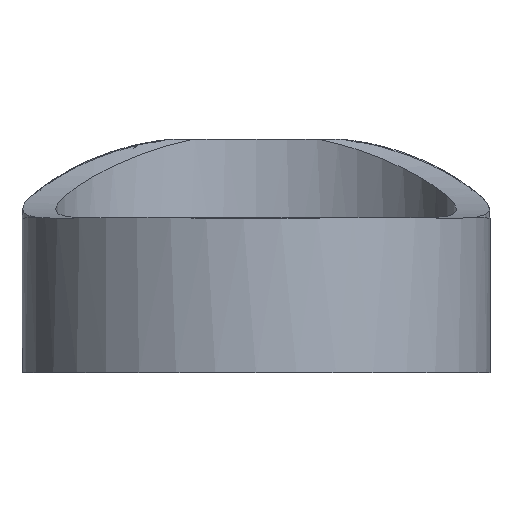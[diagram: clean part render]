
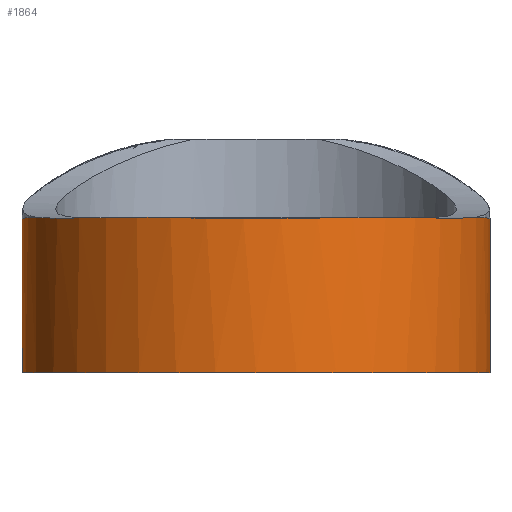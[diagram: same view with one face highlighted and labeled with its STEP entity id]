
A CAD part, front view. The second image highlights one B-rep face of the part: STEP entity #1864.
In plain terms, the highlighted cylindrical face has radius 21 mm (diameter 42 mm), a partial arc.
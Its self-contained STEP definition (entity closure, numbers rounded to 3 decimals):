
#38 = CARTESIAN_POINT ( 'NONE',  ( -9.414, 26.068, 0. ) ) ;
#50 = CARTESIAN_POINT ( 'NONE',  ( -27.378, 15.138, 13.893 ) ) ;
#66 = ORIENTED_EDGE ( 'NONE', *, *, #535, .F. ) ;
#122 = CARTESIAN_POINT ( 'NONE',  ( 2.252, 8.598, 13.965 ) ) ;
#136 = CARTESIAN_POINT ( 'NONE',  ( 0.402, 7.495, 13.962 ) ) ;
#137 = CARTESIAN_POINT ( 'NONE',  ( 11.18, 21.918, 13.933 ) ) ;
#145 = CARTESIAN_POINT ( 'NONE',  ( 11.053, 21.328, 13.946 ) ) ;
#153 = CARTESIAN_POINT ( 'NONE',  ( 5.555, 11.33, 13.93 ) ) ;
#167 = CARTESIAN_POINT ( 'NONE',  ( 10.37, 19.027, 13.997 ) ) ;
#192 = EDGE_CURVE ( 'NONE', #1523, #2192, #910, .T. ) ;
#205 = CARTESIAN_POINT ( 'NONE',  ( -24.386, 11.333, 13.93 ) ) ;
#221 = CARTESIAN_POINT ( 'NONE',  ( 10.37, 19.027, 13.997 ) ) ;
#301 = CARTESIAN_POINT ( 'NONE',  ( 9.551, 17.034, 13.922 ) ) ;
#306 = CARTESIAN_POINT ( 'NONE',  ( 11.586, 26.068, 21. ) ) ;
#309 = VECTOR ( 'NONE', #667, 1000. ) ;
#310 = CARTESIAN_POINT ( 'NONE',  ( 9.991, 18.023, 13.952 ) ) ;
#334 = CARTESIAN_POINT ( 'NONE',  ( 7.962, 14.227, 13.894 ) ) ;
#347 = CARTESIAN_POINT ( 'NONE',  ( -17.786, 6.779, 13.95 ) ) ;
#376 = CARTESIAN_POINT ( 'NONE',  ( -30.007, 21.909, 13.933 ) ) ;
#377 = CARTESIAN_POINT ( 'NONE',  ( -20.65, 8.294, 13.968 ) ) ;
#383 = DIRECTION ( 'NONE',  ( 0., 0., -1. ) ) ;
#387 = CARTESIAN_POINT ( 'NONE',  ( -30.414, 24.875, 13.869 ) ) ;
#423 = DIRECTION ( 'NONE',  ( -1., 0., 0. ) ) ;
#477 = VERTEX_POINT ( 'NONE', #2294 ) ;
#489 = CARTESIAN_POINT ( 'NONE',  ( 11.586, 26.068, 13.844 ) ) ;
#501 = CARTESIAN_POINT ( 'NONE',  ( -11.56, 5.15, 13.861 ) ) ;
#511 = CARTESIAN_POINT ( 'NONE',  ( -13.692, 5.501, 13.888 ) ) ;
#512 = CARTESIAN_POINT ( 'NONE',  ( 10.57, 19.59, 13.984 ) ) ;
#535 = EDGE_CURVE ( 'NONE', #1523, #477, #1198, .T. ) ;
#555 = CARTESIAN_POINT ( 'NONE',  ( -24.759, 11.72, 13.923 ) ) ;
#598 = CARTESIAN_POINT ( 'NONE',  ( -30.414, 26.068, 21. ) ) ;
#653 = ORIENTED_EDGE ( 'NONE', *, *, #1858, .T. ) ;
#660 = CARTESIAN_POINT ( 'NONE',  ( -29.199, 19.027, 13.997 ) ) ;
#667 = DIRECTION ( 'NONE',  ( 0., 0., -1. ) ) ;
#736 = CARTESIAN_POINT ( 'NONE',  ( -29.575, 20.159, 13.971 ) ) ;
#746 = CARTESIAN_POINT ( 'NONE',  ( -22.405, 9.533, 13.959 ) ) ;
#814 = VERTEX_POINT ( 'NONE', #1087 ) ;
#847 = CARTESIAN_POINT ( 'NONE',  ( -1.053, 6.773, 13.95 ) ) ;
#857 = CARTESIAN_POINT ( 'NONE',  ( -8.35, 5.088, 13.855 ) ) ;
#868 = CARTESIAN_POINT ( 'NONE',  ( -13.158, 5.397, 13.88 ) ) ;
#886 = CARTESIAN_POINT ( 'NONE',  ( -30.313, 23.686, 13.894 ) ) ;
#909 = FACE_OUTER_BOUND ( 'NONE', #1907, .T. ) ;
#910 = B_SPLINE_CURVE_WITH_KNOTS ( 'NONE', 3,
 ( #1942, #1764, #1753, #137, #145, #1604, #512, #1582 ),
 .UNSPECIFIED., .F., .F.,
 ( 4, 2, 2, 4 ),
 ( 0.007, 0.011, 0.013, 0.014 ),
 .UNSPECIFIED. ) ;
#911 = CARTESIAN_POINT ( 'NONE',  ( -25.821, 12.949, 13.906 ) ) ;
#918 = CYLINDRICAL_SURFACE ( 'NONE', #1128, 21. ) ;
#920 = CARTESIAN_POINT ( 'NONE',  ( -28.378, 17.031, 13.922 ) ) ;
#987 = EDGE_CURVE ( 'NONE', #1167, #814, #2207, .T. ) ;
#1011 = CARTESIAN_POINT ( 'NONE',  ( 9.311, 16.547, 13.912 ) ) ;
#1022 = CIRCLE ( 'NONE', #1503, 21. ) ;
#1027 = CARTESIAN_POINT ( 'NONE',  ( 6.649, 12.53, 13.911 ) ) ;
#1048 = CARTESIAN_POINT ( 'NONE',  ( 5.932, 11.723, 13.923 ) ) ;
#1082 = CARTESIAN_POINT ( 'NONE',  ( -23.23, 10.216, 13.948 ) ) ;
#1087 = CARTESIAN_POINT ( 'NONE',  ( -30.414, 26.068, 0. ) ) ;
#1128 = AXIS2_PLACEMENT_3D ( 'NONE', #1600, #1796, #1784 ) ;
#1167 = VERTEX_POINT ( 'NONE', #1835 ) ;
#1178 = EDGE_CURVE ( 'NONE', #814, #477, #1022, .T. ) ;
#1198 = LINE ( 'NONE', #306, #309 ) ;
#1210 = VECTOR ( 'NONE', #383, 1000. ) ;
#1215 = CARTESIAN_POINT ( 'NONE',  ( -4.089, 5.726, 13.904 ) ) ;
#1233 = CARTESIAN_POINT ( 'NONE',  ( -15.262, 5.891, 13.912 ) ) ;
#1255 = CARTESIAN_POINT ( 'NONE',  ( -29.018, 18.518, 13.971 ) ) ;
#1264 = CARTESIAN_POINT ( 'NONE',  ( -29.199, 19.027, 13.997 ) ) ;
#1271 = B_SPLINE_CURVE_WITH_KNOTS ( 'NONE', 3,
 ( #1999, #1806, #736, #1980, #376, #886, #387, #1590 ),
 .UNSPECIFIED., .F., .F.,
 ( 4, 2, 2, 4 ),
 ( 0.066, 0.068, 0.07, 0.073 ),
 .UNSPECIFIED. ) ;
#1388 = CARTESIAN_POINT ( 'NONE',  ( 6.99, 12.945, 13.906 ) ) ;
#1399 = CARTESIAN_POINT ( 'NONE',  ( 1.803, 8.306, 13.966 ) ) ;
#1409 = CARTESIAN_POINT ( 'NONE',  ( 0.878, 7.755, 13.964 ) ) ;
#1414 = ORIENTED_EDGE ( 'NONE', *, *, #192, .T. ) ;
#1503 = AXIS2_PLACEMENT_3D ( 'NONE', #38, #2003, #423 ) ;
#1511 = VERTEX_POINT ( 'NONE', #660 ) ;
#1523 = VERTEX_POINT ( 'NONE', #489 ) ;
#1540 = EDGE_CURVE ( 'NONE', #2192, #1511, #1818, .T. ) ;
#1559 = CARTESIAN_POINT ( 'NONE',  ( -5.133, 5.48, 13.887 ) ) ;
#1569 = CARTESIAN_POINT ( 'NONE',  ( -8.886, 5.067, 13.853 ) ) ;
#1581 = CARTESIAN_POINT ( 'NONE',  ( -14.743, 5.748, 13.904 ) ) ;
#1582 = CARTESIAN_POINT ( 'NONE',  ( 10.37, 19.027, 13.997 ) ) ;
#1590 = CARTESIAN_POINT ( 'NONE',  ( -30.414, 26.068, 13.844 ) ) ;
#1600 = CARTESIAN_POINT ( 'NONE',  ( -9.414, 26.068, 21. ) ) ;
#1602 = CARTESIAN_POINT ( 'NONE',  ( -25.476, 12.528, 13.911 ) ) ;
#1604 = CARTESIAN_POINT ( 'NONE',  ( 10.747, 20.162, 13.971 ) ) ;
#1727 = CARTESIAN_POINT ( 'NONE',  ( 8.543, 15.127, 13.892 ) ) ;
#1730 = ORIENTED_EDGE ( 'NONE', *, *, #987, .T. ) ;
#1741 = CARTESIAN_POINT ( 'NONE',  ( 3.564, 9.524, 13.959 ) ) ;
#1752 = CARTESIAN_POINT ( 'NONE',  ( 4.391, 10.206, 13.948 ) ) ;
#1753 = CARTESIAN_POINT ( 'NONE',  ( 11.485, 23.687, 13.894 ) ) ;
#1764 = CARTESIAN_POINT ( 'NONE',  ( 11.586, 24.874, 13.869 ) ) ;
#1776 = CARTESIAN_POINT ( 'NONE',  ( -19.712, 7.734, 13.966 ) ) ;
#1780 = ORIENTED_EDGE ( 'NONE', *, *, #1540, .T. ) ;
#1784 = DIRECTION ( 'NONE',  ( -1., 0., 0. ) ) ;
#1796 = DIRECTION ( 'NONE',  ( 0., 0., -1. ) ) ;
#1806 = CARTESIAN_POINT ( 'NONE',  ( -29.399, 19.588, 13.984 ) ) ;
#1809 = CARTESIAN_POINT ( 'NONE',  ( -26.798, 14.237, 13.894 ) ) ;
#1818 = B_SPLINE_CURVE_WITH_KNOTS ( 'NONE', 3,
 ( #167, #2094, #310, #301, #1011, #1727, #334, #1388, #1027, #1048, #153, #1752, #1741, #122, #1399, #1409, #136, #847, #2123, #1215, #1559, #1930, #2110, #857, #1569, #2296, #501, #868, #511, #1581, #1233, #1950, #347, #1776, #377, #746, #1082, #205, #555, #1602, #911, #1809, #50, #2135, #920, #1981, #1255, #1264 ),
 .UNSPECIFIED., .F., .F.,
 ( 4, 2, 2, 2, 2, 2, 2, 2, 2, 2, 2, 2, 2, 2, 2, 2, 2, 2, 2, 2, 2, 2, 2, 4 ),
 ( 0.005, 0.007, 0.008, 0.011, 0.013, 0.015, 0.018, 0.019, 0.021, 0.024, 0.027, 0.029, 0.031, 0.034, 0.035, 0.037, 0.04, 0.043, 0.047, 0.048, 0.05, 0.053, 0.055, 0.056 ),
 .UNSPECIFIED. ) ;
#1835 = CARTESIAN_POINT ( 'NONE',  ( -30.414, 26.068, 13.844 ) ) ;
#1858 = EDGE_CURVE ( 'NONE', #1511, #1167, #1271, .T. ) ;
#1864 = ADVANCED_FACE ( 'NONE', ( #909 ), #918, .T. ) ;
#1907 = EDGE_LOOP ( 'NONE', ( #66, #1414, #1780, #653, #1730, #2051 ) ) ;
#1930 = CARTESIAN_POINT ( 'NONE',  ( -6.738, 5.232, 13.867 ) ) ;
#1942 = CARTESIAN_POINT ( 'NONE',  ( 11.586, 26.068, 13.844 ) ) ;
#1950 = CARTESIAN_POINT ( 'NONE',  ( -16.794, 6.378, 13.936 ) ) ;
#1980 = CARTESIAN_POINT ( 'NONE',  ( -29.879, 21.317, 13.946 ) ) ;
#1981 = CARTESIAN_POINT ( 'NONE',  ( -28.816, 18.014, 13.951 ) ) ;
#1999 = CARTESIAN_POINT ( 'NONE',  ( -29.199, 19.027, 13.997 ) ) ;
#2003 = DIRECTION ( 'NONE',  ( 0., 0., 1. ) ) ;
#2051 = ORIENTED_EDGE ( 'NONE', *, *, #1178, .T. ) ;
#2094 = CARTESIAN_POINT ( 'NONE',  ( 10.191, 18.523, 13.971 ) ) ;
#2110 = CARTESIAN_POINT ( 'NONE',  ( -7.277, 5.17, 13.862 ) ) ;
#2123 = CARTESIAN_POINT ( 'NONE',  ( -2.049, 6.373, 13.936 ) ) ;
#2135 = CARTESIAN_POINT ( 'NONE',  ( -28.141, 16.55, 13.912 ) ) ;
#2192 = VERTEX_POINT ( 'NONE', #221 ) ;
#2207 = LINE ( 'NONE', #598, #1210 ) ;
#2294 = CARTESIAN_POINT ( 'NONE',  ( 11.586, 26.068, 0. ) ) ;
#2296 = CARTESIAN_POINT ( 'NONE',  ( -10.492, 5.068, 13.853 ) ) ;
